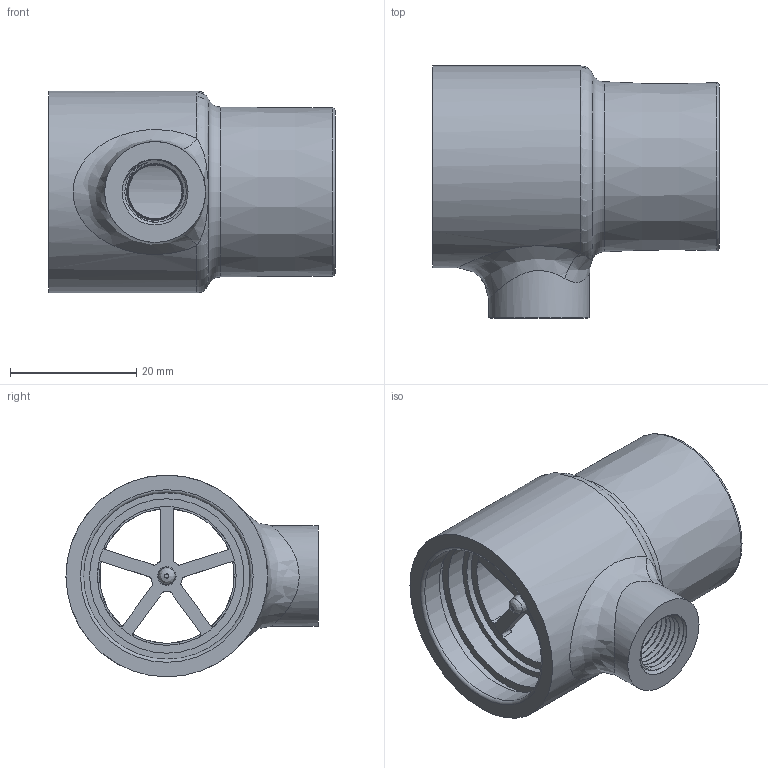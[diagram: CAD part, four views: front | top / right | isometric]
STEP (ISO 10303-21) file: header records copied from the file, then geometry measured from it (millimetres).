
FILE_DESCRIPTION(/* description */ (''),/* implementation_level */ '2;1');
FILE_NAME(/* name */ 'P-TET-000006-1.step',/* time_stamp */ '2020-08-31T12:56:45-04:00',/* author */ (''),/* organization */ (''),/* preprocessor_version */ 'ST-DEVELOPER v18.1',/* originating_system */ 'Autodesk Translation Framework v9.3.0.1241',/* authorisation */ '');
FILE_SCHEMA (('AUTOMOTIVE_DESIGN { 1 0 10303 214 3 1 1 }'));
Length unit declared in the file: millimetre
Products named in the file (1): P-TET-000006-0
Bounding box: 45.47 x 40 x 32 mm (x, y, z)
Volume: 13978.8 mm3; surface area: 9714.3 mm2
Topology: 1 solids, 1 shells, 292 faces, 809 edges, 536 vertices
Faces by surface type: bspline 154, plane 90, cylinder 28, cone 15, torus 5
Full cylindrical faces by diameter (mm): 1.95 x1, 9.779 x1, 10.47 x1, 16 x1, 22 x1, 24.5 x1, 26.4 x2, 29 x1, 32 x1
Entity records: 16766 total; most frequent: CARTESIAN_POINT 10344, ORIENTED_EDGE 1618, DIRECTION 810, EDGE_CURVE 809, VERTEX_POINT 536, B_SPLINE_CURVE_WITH_KNOTS 371, LINE 344, VECTOR 344
